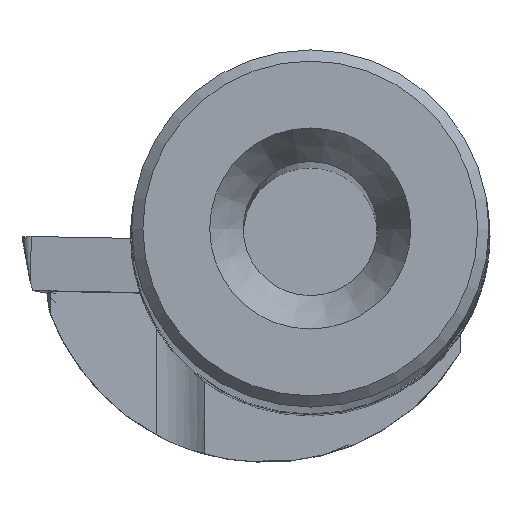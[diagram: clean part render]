
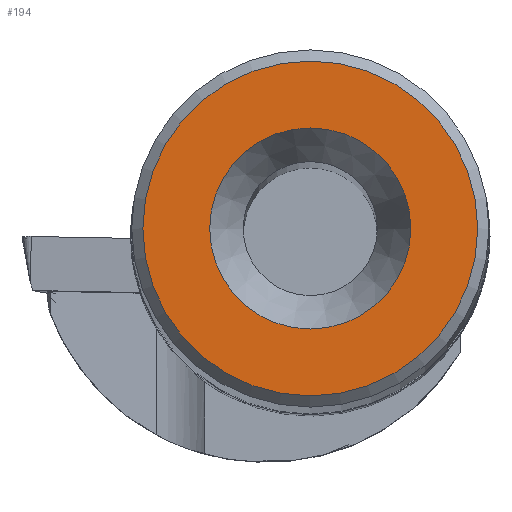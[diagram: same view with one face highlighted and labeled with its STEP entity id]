
A CAD part, top view. The second image highlights one B-rep face of the part: STEP entity #194.
In plain terms, the highlighted planar face has unit normal (0, 0, 1).
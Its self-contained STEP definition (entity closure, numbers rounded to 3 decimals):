
#194=ADVANCED_FACE('',(#384,#385),#232,.T.);
#232=PLANE('',#1037);
#384=FACE_BOUND('',#432,.T.);
#385=FACE_BOUND('',#433,.T.);
#432=EDGE_LOOP('',(#583));
#433=EDGE_LOOP('',(#584));
#583=ORIENTED_EDGE('',*,*,#851,.F.);
#584=ORIENTED_EDGE('',*,*,#852,.T.);
#753=VERTEX_POINT('',#1721);
#754=VERTEX_POINT('',#1723);
#851=EDGE_CURVE('',#753,#753,#901,.T.);
#852=EDGE_CURVE('',#754,#754,#902,.T.);
#901=CIRCLE('',#1035,4.5);
#902=CIRCLE('',#1036,7.493);
#1035=AXIS2_PLACEMENT_3D('',#1720,#1232,#1233);
#1036=AXIS2_PLACEMENT_3D('',#1722,#1234,#1235);
#1037=AXIS2_PLACEMENT_3D('',#1724,#1236,#1237);
#1232=DIRECTION('',(0.,0.,1.));
#1233=DIRECTION('',(1.,0.,0.));
#1234=DIRECTION('',(0.,0.,1.));
#1235=DIRECTION('',(1.,0.,0.));
#1236=DIRECTION('',(0.,0.,1.));
#1237=DIRECTION('',(1.,0.,0.));
#1720=CARTESIAN_POINT('',(0.,0.,0.));
#1721=CARTESIAN_POINT('',(4.5,0.,0.));
#1722=CARTESIAN_POINT('',(0.,0.,0.));
#1723=CARTESIAN_POINT('',(7.493,0.,0.));
#1724=CARTESIAN_POINT('',(0.,0.,0.));
